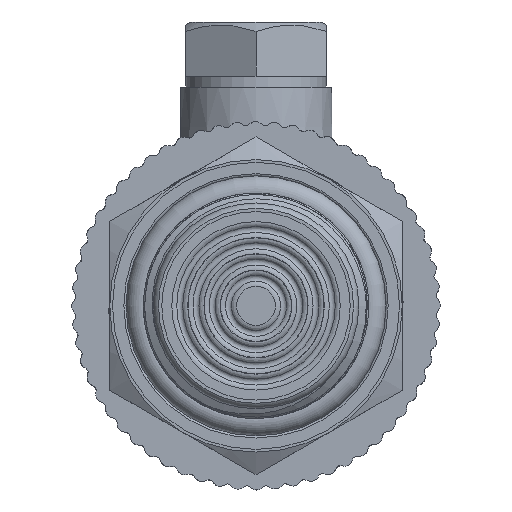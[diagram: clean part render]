
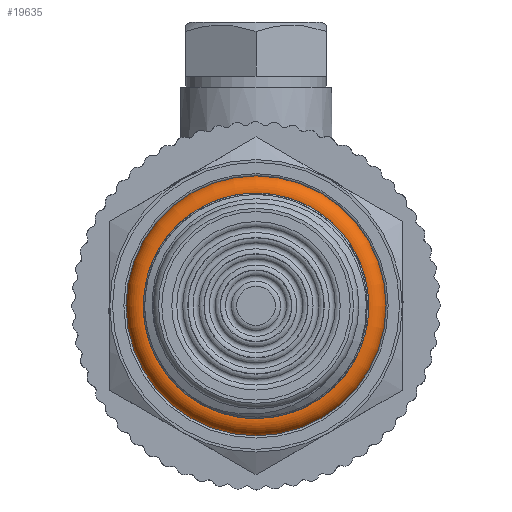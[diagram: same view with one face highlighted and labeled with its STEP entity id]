
A CAD part, left-side view. The second image highlights one B-rep face of the part: STEP entity #19635.
In plain terms, the highlighted toroidal (fillet/blend) face has major radius 10.6 mm and minor radius 1.4 mm.
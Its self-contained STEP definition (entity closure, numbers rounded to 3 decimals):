
#78=TOROIDAL_SURFACE('',#21047,10.6,1.4);
#2106=FACE_OUTER_BOUND('',#3279,.T.);
#3279=EDGE_LOOP('',(#18192,#18193,#18194,#18195));
#3983=CIRCLE('',#21048,1.4);
#3984=CIRCLE('',#21049,9.2);
#9159=VERTEX_POINT('',#60097);
#12170=EDGE_CURVE('',#9159,#9159,#3983,.T.);
#12171=EDGE_CURVE('',#9159,#9159,#3984,.T.);
#18192=ORIENTED_EDGE('',*,*,#12170,.F.);
#18193=ORIENTED_EDGE('',*,*,#12171,.T.);
#18194=ORIENTED_EDGE('',*,*,#12170,.T.);
#18195=ORIENTED_EDGE('',*,*,#12171,.F.);
#19635=ADVANCED_FACE('',(#2106),#78,.T.);
#21047=AXIS2_PLACEMENT_3D('',#60096,#24652,#24653);
#21048=AXIS2_PLACEMENT_3D('',#60098,#24654,#24655);
#21049=AXIS2_PLACEMENT_3D('',#60099,#24656,#24657);
#24652=DIRECTION('center_axis',(1.,0.,0.));
#24653=DIRECTION('ref_axis',(0.,0.,-1.));
#24654=DIRECTION('center_axis',(0.,-1.,0.));
#24655=DIRECTION('ref_axis',(0.,0.,1.));
#24656=DIRECTION('center_axis',(-1.,0.,0.));
#24657=DIRECTION('ref_axis',(0.,0.,-1.));
#60096=CARTESIAN_POINT('Origin',(20.7,0.,0.));
#60097=CARTESIAN_POINT('',(20.7,0.,9.2));
#60098=CARTESIAN_POINT('Origin',(20.7,0.,10.6));
#60099=CARTESIAN_POINT('Origin',(20.7,0.,0.));
